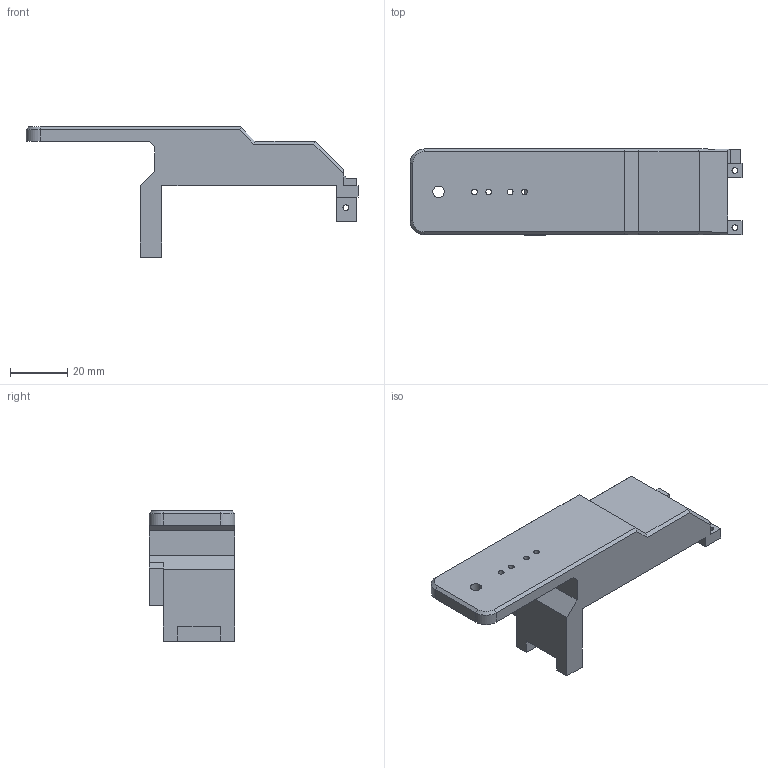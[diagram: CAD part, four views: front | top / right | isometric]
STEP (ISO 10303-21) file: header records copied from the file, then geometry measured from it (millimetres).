
FILE_DESCRIPTION (( 'STEP AP214' ), '1' );
FILE_NAME ('hip_joint_horn.STEP', '2017-10-19T03:44:15', ( '' ), ( '' ), 'SwSTEP 2.0', 'SolidWorks 2013', '' );
FILE_SCHEMA (( 'AUTOMOTIVE_DESIGN' ));
Length unit declared in the file: millimetre
Products named in the file (1): hip_joint_horn
Bounding box: 116 x 30 x 45.5 mm (x, y, z)
Volume: 46548.7 mm3; surface area: 13157.4 mm2
Topology: 1 solids, 1 shells, 77 faces, 204 edges, 132 vertices
Faces by surface type: plane 51, cylinder 24, cone 2
Entity records: 2438 total; most frequent: CARTESIAN_POINT 414, DIRECTION 410, ORIENTED_EDGE 408, EDGE_CURVE 204, LINE 154, VECTOR 154, VERTEX_POINT 132, AXIS2_PLACEMENT_3D 128
